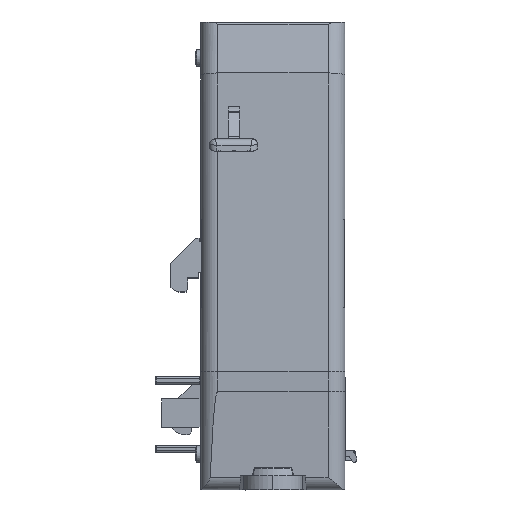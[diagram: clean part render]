
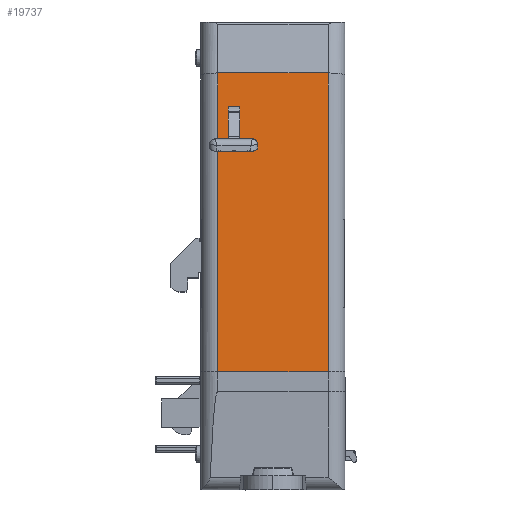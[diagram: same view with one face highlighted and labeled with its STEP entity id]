
A CAD part, front view. The second image highlights one B-rep face of the part: STEP entity #19737.
In plain terms, the highlighted planar face has unit normal (0, -0.999, 0.044).
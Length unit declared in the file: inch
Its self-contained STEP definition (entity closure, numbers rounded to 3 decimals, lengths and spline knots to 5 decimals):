
#2073 = DIRECTION ( 'NONE',  ( 0., -0.044, -0.999 ) ) ;
#4680 = EDGE_CURVE ( 'NONE', #159416, #123762, #201514, .T. ) ;
#4837 = CARTESIAN_POINT ( 'NONE',  ( -0.27094, -1.85687, -0.26054 ) ) ;
#13269 = VECTOR ( 'NONE', #165407, 39.37008 ) ;
#13590 = PLANE ( 'NONE',  #72775 ) ;
#13700 = FACE_BOUND ( 'NONE', #76821, .T. ) ;
#17632 = DIRECTION ( 'NONE',  ( 0., 0.044, 0.999 ) ) ;
#19025 = CARTESIAN_POINT ( 'NONE',  ( 0.61193, -1.85687, -0.26054 ) ) ;
#19737 = ADVANCED_FACE ( 'NONE', ( #38224, #13700 ), #13590, .T. ) ;
#20105 = EDGE_CURVE ( 'NONE', #29271, #125102, #87118, .T. ) ;
#29271 = VERTEX_POINT ( 'NONE', #82572 ) ;
#31637 = ORIENTED_EDGE ( 'NONE', *, *, #226895, .T. ) ;
#34873 = DIRECTION ( 'NONE',  ( 1., 0., 0. ) ) ;
#36132 = CARTESIAN_POINT ( 'NONE',  ( -0.11977, -1.87891, -0.76539 ) ) ;
#38224 = FACE_OUTER_BOUND ( 'NONE', #153036, .T. ) ;
#41127 = ORIENTED_EDGE ( 'NONE', *, *, #4680, .T. ) ;
#49454 = CARTESIAN_POINT ( 'NONE',  ( 0.61193, -2.045, -4.56957 ) ) ;
#50626 = VECTOR ( 'NONE', #182447, 39.37008 ) ;
#50714 = ORIENTED_EDGE ( 'NONE', *, *, #191712, .T. ) ;
#56613 = VECTOR ( 'NONE', #212120, 39.37008 ) ;
#56930 = EDGE_CURVE ( 'NONE', #29271, #145051, #107075, .T. ) ;
#61038 = CARTESIAN_POINT ( 'NONE',  ( 0.49481, -2.045, -4.56957 ) ) ;
#65659 = VECTOR ( 'NONE', #90832, 39.37008 ) ;
#71825 = CARTESIAN_POINT ( 'NONE',  ( -0.19853, -1.86691, -0.49051 ) ) ;
#72775 = AXIS2_PLACEMENT_3D ( 'NONE', #49454, #171723, #2073 ) ;
#76821 = EDGE_LOOP ( 'NONE', ( #217718, #188898, #104583, #50714 ) ) ;
#82061 = VECTOR ( 'NONE', #34873, 39.37008 ) ;
#82572 = CARTESIAN_POINT ( 'NONE',  ( -0.11977, -1.86691, -0.49051 ) ) ;
#84695 = LINE ( 'NONE', #19025, #65659 ) ;
#87118 = LINE ( 'NONE', #181467, #13269 ) ;
#90832 = DIRECTION ( 'NONE',  ( -1., 0., 0. ) ) ;
#91640 = LINE ( 'NONE', #61038, #50626 ) ;
#97481 = EDGE_CURVE ( 'NONE', #138688, #145051, #122936, .T. ) ;
#99294 = LINE ( 'NONE', #226270, #159395 ) ;
#104583 = ORIENTED_EDGE ( 'NONE', *, *, #97481, .F. ) ;
#107075 = LINE ( 'NONE', #181697, #161670 ) ;
#110492 = ORIENTED_EDGE ( 'NONE', *, *, #212557, .F. ) ;
#122936 = LINE ( 'NONE', #208352, #82061 ) ;
#123762 = VERTEX_POINT ( 'NONE', #202255 ) ;
#124133 = CARTESIAN_POINT ( 'NONE',  ( 0.49481, -1.94742, -2.33452 ) ) ;
#125102 = VERTEX_POINT ( 'NONE', #71825 ) ;
#127400 = DIRECTION ( 'NONE',  ( 0., -0.044, -0.999 ) ) ;
#131505 = VERTEX_POINT ( 'NONE', #139405 ) ;
#138688 = VERTEX_POINT ( 'NONE', #158967 ) ;
#139405 = CARTESIAN_POINT ( 'NONE',  ( 0.49481, -1.85687, -0.26054 ) ) ;
#145051 = VERTEX_POINT ( 'NONE', #36132 ) ;
#153036 = EDGE_LOOP ( 'NONE', ( #110492, #31637, #226887, #41127 ) ) ;
#154406 = DIRECTION ( 'NONE',  ( -1., 0., 0. ) ) ;
#155197 = CARTESIAN_POINT ( 'NONE',  ( -0.19853, -2.045, -4.56957 ) ) ;
#156843 = VECTOR ( 'NONE', #17632, 39.37008 ) ;
#157054 = VERTEX_POINT ( 'NONE', #124133 ) ;
#158967 = CARTESIAN_POINT ( 'NONE',  ( -0.19853, -1.87891, -0.76539 ) ) ;
#159395 = VECTOR ( 'NONE', #154406, 39.37008 ) ;
#159416 = VERTEX_POINT ( 'NONE', #4837 ) ;
#161670 = VECTOR ( 'NONE', #127400, 39.37008 ) ;
#165184 = LINE ( 'NONE', #155197, #156843 ) ;
#165407 = DIRECTION ( 'NONE',  ( -1., 0., 0. ) ) ;
#171723 = DIRECTION ( 'NONE',  ( 0., -0.999, 0.044 ) ) ;
#178447 = CARTESIAN_POINT ( 'NONE',  ( -0.27094, -1.94742, -2.33452 ) ) ;
#181467 = CARTESIAN_POINT ( 'NONE',  ( -0.15915, -1.86691, -0.49051 ) ) ;
#181697 = CARTESIAN_POINT ( 'NONE',  ( -0.11977, -2.045, -4.56957 ) ) ;
#182447 = DIRECTION ( 'NONE',  ( 0., 0.044, 0.999 ) ) ;
#185611 = EDGE_CURVE ( 'NONE', #131505, #159416, #84695, .T. ) ;
#188898 = ORIENTED_EDGE ( 'NONE', *, *, #56930, .T. ) ;
#191712 = EDGE_CURVE ( 'NONE', #138688, #125102, #165184, .T. ) ;
#201514 = LINE ( 'NONE', #178447, #56613 ) ;
#202255 = CARTESIAN_POINT ( 'NONE',  ( -0.27094, -1.94742, -2.33452 ) ) ;
#208352 = CARTESIAN_POINT ( 'NONE',  ( 0.61193, -1.87891, -0.76539 ) ) ;
#212120 = DIRECTION ( 'NONE',  ( 0., -0.044, -0.999 ) ) ;
#212557 = EDGE_CURVE ( 'NONE', #157054, #123762, #99294, .T. ) ;
#217718 = ORIENTED_EDGE ( 'NONE', *, *, #20105, .F. ) ;
#226270 = CARTESIAN_POINT ( 'NONE',  ( 0.61193, -1.94742, -2.33452 ) ) ;
#226887 = ORIENTED_EDGE ( 'NONE', *, *, #185611, .T. ) ;
#226895 = EDGE_CURVE ( 'NONE', #157054, #131505, #91640, .T. ) ;
